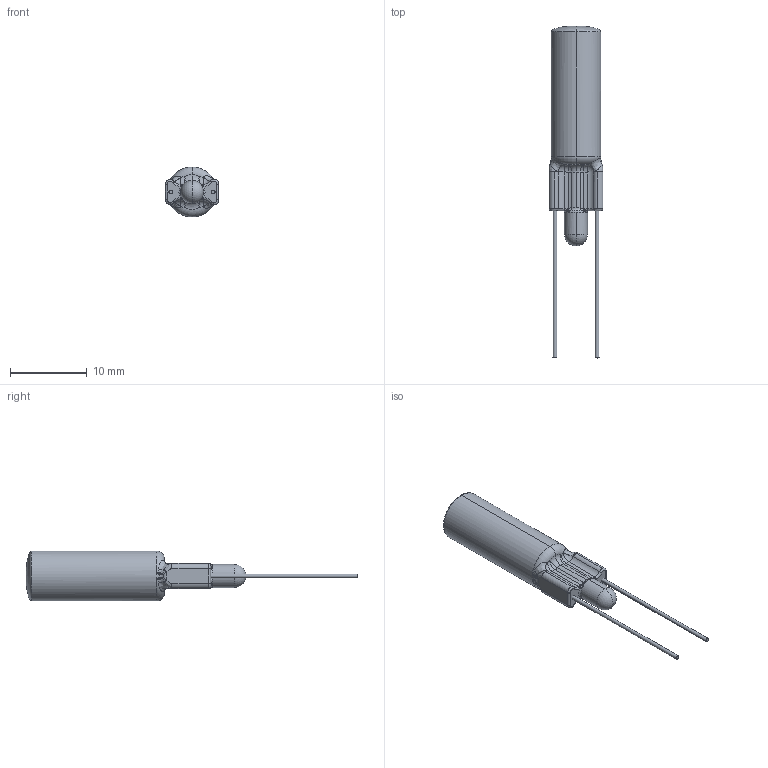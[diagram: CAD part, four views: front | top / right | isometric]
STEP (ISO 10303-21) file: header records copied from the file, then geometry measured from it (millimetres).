
FILE_DESCRIPTION (( 'STEP AP214' ), '1' );
FILE_NAME ('INS1.STEP', '2020-12-18T09:31:35', ( '' ), ( '' ), 'SwSTEP 2.0', 'SolidWorks 2017', '' );
FILE_SCHEMA (( 'AUTOMOTIVE_DESIGN' ));
Length unit declared in the file: millimetre
Products named in the file (3): INS1-Glaskörper_01; INS1; INS1_Inlay_01
Assembly tree (2 placements, depth 2):
  INS1
    INS1-Glaskörper_01
    INS1_Inlay_01
Bounding box: 7 x 43.17 x 6.5 mm (x, y, z)
Volume: 469.6 mm3; surface area: 1299.5 mm2
Topology: 2 solids, 3 shells, 217 faces, 541 edges, 313 vertices
Faces by surface type: cylinder 81, bspline 64, torus 33, plane 29, sphere 10
Entity records: 8179 total; most frequent: CARTESIAN_POINT 3249, ORIENTED_EDGE 1042, DIRECTION 993, EDGE_CURVE 521, AXIS2_PLACEMENT_3D 448, VERTEX_POINT 311, CIRCLE 290, EDGE_LOOP 242
